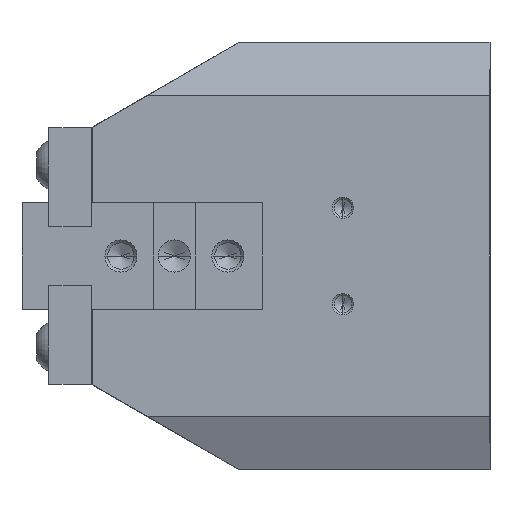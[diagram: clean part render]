
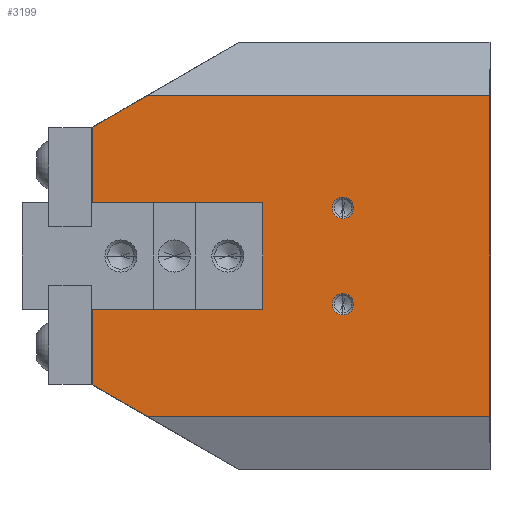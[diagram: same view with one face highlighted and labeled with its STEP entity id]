
A CAD part, left-side view. The second image highlights one B-rep face of the part: STEP entity #3199.
In plain terms, the highlighted planar face has unit normal (-1, 0, 0).
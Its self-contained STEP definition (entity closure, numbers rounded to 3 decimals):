
#1687 = EDGE_CURVE( '', #3907, #4419, #4690, .T. );
#1695 = EDGE_CURVE( '', #3045, #4097, #4699, .T. );
#1915 = EDGE_CURVE( '', #3123, #2695, #4943, .T. );
#1993 = EDGE_CURVE( '', #3485, #3045, #5033, .T. );
#2175 = VERTEX_POINT( '', #5242 );
#2197 = EDGE_CURVE( '', #4429, #3941, #5266, .T. );
#2335 = EDGE_CURVE( '', #4097, #3447, #5425, .T. );
#2457 = EDGE_CURVE( '', #2175, #3081, #5555, .T. );
#2579 = EDGE_CURVE( '', #4143, #3907, #5691, .T. );
#2695 = VERTEX_POINT( '', #5821 );
#3045 = VERTEX_POINT( '', #6207 );
#3081 = VERTEX_POINT( '', #6246 );
#3123 = VERTEX_POINT( '', #6294 );
#3195 = EDGE_CURVE( '', #4143, #3081, #6368, .T. );
#3199 = ADVANCED_FACE( '', ( #6372, #6373, #6374 ), #6375, .T. );
#3239 = EDGE_CURVE( '', #2695, #3123, #6419, .T. );
#3269 = EDGE_CURVE( '', #4419, #3455, #6453, .T. );
#3421 = EDGE_CURVE( '', #3447, #2175, #6622, .T. );
#3447 = VERTEX_POINT( '', #6649 );
#3455 = VERTEX_POINT( '', #6658 );
#3485 = VERTEX_POINT( '', #6689 );
#3513 = EDGE_CURVE( '', #3941, #4429, #6721, .T. );
#3907 = VERTEX_POINT( '', #7162 );
#3941 = VERTEX_POINT( '', #7197 );
#4097 = VERTEX_POINT( '', #7373 );
#4143 = VERTEX_POINT( '', #7426 );
#4419 = VERTEX_POINT( '', #7735 );
#4429 = VERTEX_POINT( '', #7746 );
#4447 = EDGE_CURVE( '', #3455, #3485, #7764, .T. );
#4690 = LINE( '', #8073, #8074 );
#4699 = LINE( '', #8087, #8088 );
#4943 = CIRCLE( '', #8438, 2. );
#5033 = LINE( '', #8562, #8563 );
#5242 = CARTESIAN_POINT( '', ( -49.5, 74.4, -24.058 ) );
#5266 = CIRCLE( '', #8876, 2. );
#5425 = LINE( '', #9092, #9093 );
#5555 = LINE( '', #9277, #9278 );
#5691 = LINE( '', #9454, #9455 );
#5821 = CARTESIAN_POINT( '', ( -49.5, 27.5, -11. ) );
#6207 = CARTESIAN_POINT( '', ( -49.5, 42.5, 10. ) );
#6246 = CARTESIAN_POINT( '', ( -49.5, 64.108, -30. ) );
#6294 = CARTESIAN_POINT( '', ( -49.5, 27.5, -7. ) );
#6368 = LINE( '', #10372, #10373 );
#6372 = FACE_OUTER_BOUND( '', #10379, .T. );
#6373 = FACE_BOUND( '', #10380, .T. );
#6374 = FACE_BOUND( '', #10381, .T. );
#6375 = PLANE( '', #10382 );
#6419 = CIRCLE( '', #10448, 2. );
#6453 = LINE( '', #10500, #10501 );
#6622 = LINE( '', #10739, #10740 );
#6649 = CARTESIAN_POINT( '', ( -49.5, 74.4, -10. ) );
#6658 = CARTESIAN_POINT( '', ( -49.5, 74.4, 24.058 ) );
#6689 = CARTESIAN_POINT( '', ( -49.5, 74.4, 10. ) );
#6721 = CIRCLE( '', #10881, 2. );
#7162 = CARTESIAN_POINT( '', ( -49.5, 0., 30. ) );
#7197 = CARTESIAN_POINT( '', ( -49.5, 27.5, 11. ) );
#7373 = CARTESIAN_POINT( '', ( -49.5, 42.5, -10. ) );
#7426 = CARTESIAN_POINT( '', ( -49.5, 0., -30. ) );
#7735 = CARTESIAN_POINT( '', ( -49.5, 64.108, 30. ) );
#7746 = CARTESIAN_POINT( '', ( -49.5, 27.5, 7. ) );
#7764 = LINE( '', #12305, #12306 );
#8073 = CARTESIAN_POINT( '', ( -49.5, 0., 30. ) );
#8074 = VECTOR( '', #12591, 1. );
#8087 = CARTESIAN_POINT( '', ( -49.5, 42.5, 20. ) );
#8088 = VECTOR( '', #12610, 1. );
#8438 = AXIS2_PLACEMENT_3D( '', #12903, #12904, #12905 );
#8562 = CARTESIAN_POINT( '', ( -49.5, 37.25, 10. ) );
#8563 = VECTOR( '', #13007, 1. );
#8876 = AXIS2_PLACEMENT_3D( '', #13323, #13324, #13325 );
#9092 = CARTESIAN_POINT( '', ( -49.5, 21.25, -10. ) );
#9093 = VECTOR( '', #13516, 1. );
#9277 = CARTESIAN_POINT( '', ( -49.5, 58.254, -33.38 ) );
#9278 = VECTOR( '', #13639, 1. );
#9454 = CARTESIAN_POINT( '', ( -49.5, 0., -30. ) );
#9455 = VECTOR( '', #13800, 1. );
#10372 = CARTESIAN_POINT( '', ( -49.5, 0., -30. ) );
#10373 = VECTOR( '', #14493, 1. );
#10379 = EDGE_LOOP( '', ( #14496, #14497, #14498, #14499, #14500, #14501, #14502, #14503, #14504, #14505 ) );
#10380 = EDGE_LOOP( '', ( #14506, #14507 ) );
#10381 = EDGE_LOOP( '', ( #14508, #14509 ) );
#10382 = AXIS2_PLACEMENT_3D( '', #14510, #14511, #14512 );
#10448 = AXIS2_PLACEMENT_3D( '', #14558, #14559, #14560 );
#10500 = CARTESIAN_POINT( '', ( -49.5, 31.407, 48.88 ) );
#10501 = VECTOR( '', #14603, 1. );
#10739 = CARTESIAN_POINT( '', ( -49.5, 74.4, 27.5 ) );
#10740 = VECTOR( '', #14790, 1. );
#10881 = AXIS2_PLACEMENT_3D( '', #14884, #14885, #14886 );
#12305 = CARTESIAN_POINT( '', ( -49.5, 74.4, 27.5 ) );
#12306 = VECTOR( '', #16063, 1. );
#12591 = DIRECTION( '', ( 0., 1., 0. ) );
#12610 = DIRECTION( '', ( 0., 0., -1. ) );
#12903 = CARTESIAN_POINT( '', ( -49.5, 27.5, -9. ) );
#12904 = DIRECTION( '', ( 1., 0., 0. ) );
#12905 = DIRECTION( '', ( 0., 0., -1. ) );
#13007 = DIRECTION( '', ( 0., -1., 0. ) );
#13323 = CARTESIAN_POINT( '', ( -49.5, 27.5, 9. ) );
#13324 = DIRECTION( '', ( 1., 0., 0. ) );
#13325 = DIRECTION( '', ( 0., 0., -1. ) );
#13516 = DIRECTION( '', ( 0., 1., 0. ) );
#13639 = DIRECTION( '', ( 0., -0.866, -0.5 ) );
#13800 = DIRECTION( '', ( 0., 0., 1. ) );
#14493 = DIRECTION( '', ( 0., 1., 0. ) );
#14496 = ORIENTED_EDGE( '', *, *, #3421, .T. );
#14497 = ORIENTED_EDGE( '', *, *, #2457, .T. );
#14498 = ORIENTED_EDGE( '', *, *, #3195, .F. );
#14499 = ORIENTED_EDGE( '', *, *, #2579, .T. );
#14500 = ORIENTED_EDGE( '', *, *, #1687, .T. );
#14501 = ORIENTED_EDGE( '', *, *, #3269, .T. );
#14502 = ORIENTED_EDGE( '', *, *, #4447, .T. );
#14503 = ORIENTED_EDGE( '', *, *, #1993, .T. );
#14504 = ORIENTED_EDGE( '', *, *, #1695, .T. );
#14505 = ORIENTED_EDGE( '', *, *, #2335, .T. );
#14506 = ORIENTED_EDGE( '', *, *, #2197, .T. );
#14507 = ORIENTED_EDGE( '', *, *, #3513, .T. );
#14508 = ORIENTED_EDGE( '', *, *, #3239, .T. );
#14509 = ORIENTED_EDGE( '', *, *, #1915, .T. );
#14510 = CARTESIAN_POINT( '', ( -49.5, 0., 30. ) );
#14511 = DIRECTION( '', ( -1., 0., 0. ) );
#14512 = DIRECTION( '', ( 0., 0., 1. ) );
#14558 = CARTESIAN_POINT( '', ( -49.5, 27.5, -9. ) );
#14559 = DIRECTION( '', ( 1., 0., 0. ) );
#14560 = DIRECTION( '', ( 0., 0., -1. ) );
#14603 = DIRECTION( '', ( 0., 0.866, -0.5 ) );
#14790 = DIRECTION( '', ( 0., 0., -1. ) );
#14884 = CARTESIAN_POINT( '', ( -49.5, 27.5, 9. ) );
#14885 = DIRECTION( '', ( 1., 0., 0. ) );
#14886 = DIRECTION( '', ( 0., 0., -1. ) );
#16063 = DIRECTION( '', ( 0., 0., -1. ) );
